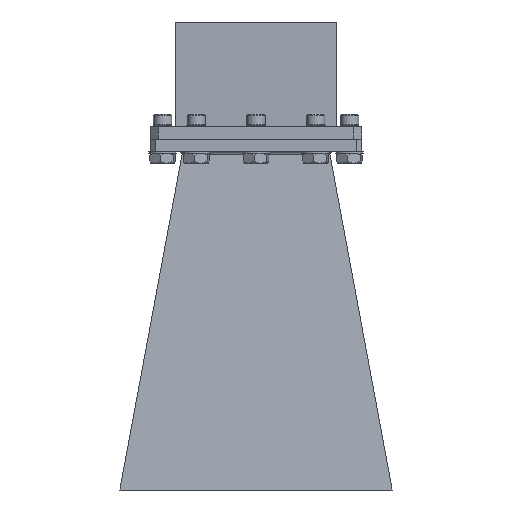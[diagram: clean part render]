
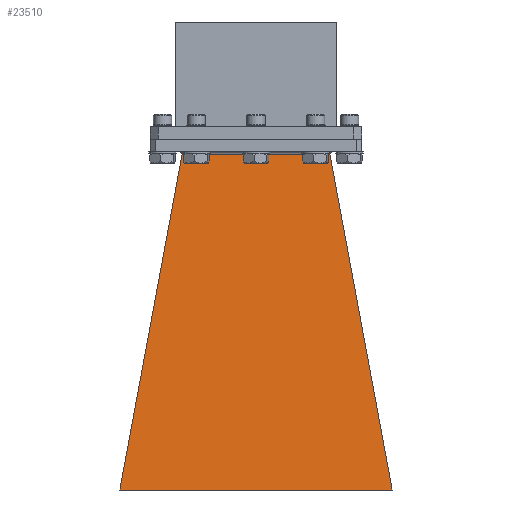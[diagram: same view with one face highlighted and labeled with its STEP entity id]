
A CAD part, front view. The second image highlights one B-rep face of the part: STEP entity #23510.
In plain terms, the highlighted planar face has unit normal (0, -0.996, 0.092).
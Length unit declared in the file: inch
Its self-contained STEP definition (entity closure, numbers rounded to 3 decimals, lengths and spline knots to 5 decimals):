
#1425 = PLANE ( 'NONE',  #11804 ) ;
#1932 = DIRECTION ( 'NONE',  ( 0., -0.092, -0.996 ) ) ;
#2140 = LINE ( 'NONE', #35467, #27613 ) ;
#2274 = ORIENTED_EDGE ( 'NONE', *, *, #25762, .T. ) ;
#3720 = ORIENTED_EDGE ( 'NONE', *, *, #16564, .T. ) ;
#3962 = DIRECTION ( 'NONE',  ( 1., 0., 0. ) ) ;
#4533 = CARTESIAN_POINT ( 'NONE',  ( 0., -1.08358, 0.10058 ) ) ;
#4716 = CARTESIAN_POINT ( 'NONE',  ( 2.212, -1.137, -0.475 ) ) ;
#5088 = CARTESIAN_POINT ( 'NONE',  ( -0.73733, -1.137, -0.475 ) ) ;
#5876 = VERTEX_POINT ( 'NONE', #9188 ) ;
#7277 = VECTOR ( 'NONE', #27736, 39.37008 ) ;
#9188 = CARTESIAN_POINT ( 'NONE',  ( 4.075, -2.0675, -10.5 ) ) ;
#11272 = LINE ( 'NONE', #27610, #7277 ) ;
#11804 = AXIS2_PLACEMENT_3D ( 'NONE', #4533, #30405, #1932 ) ;
#14949 = CARTESIAN_POINT ( 'NONE',  ( -4.075, -2.0675, -10.5 ) ) ;
#16564 = EDGE_CURVE ( 'NONE', #22042, #35713, #22154, .T. ) ;
#16615 = FACE_OUTER_BOUND ( 'NONE', #31922, .T. ) ;
#17602 = VERTEX_POINT ( 'NONE', #14949 ) ;
#20625 = EDGE_CURVE ( 'NONE', #17602, #35713, #11272, .T. ) ;
#22042 = VERTEX_POINT ( 'NONE', #30006 ) ;
#22154 = B_SPLINE_CURVE_WITH_KNOTS ( 'NONE', 3,
 ( #4716, #27700, #5088, #36699 ),
 .UNSPECIFIED., .F., .F.,
 ( 4, 4 ),
 ( 0., 1. ),
 .UNSPECIFIED. ) ;
#23510 = ADVANCED_FACE ( 'NONE', ( #16615 ), #1425, .T. ) ;
#25762 = EDGE_CURVE ( 'NONE', #17602, #5876, #2140, .T. ) ;
#26061 = DIRECTION ( 'NONE',  ( -0.182, 0.091, 0.979 ) ) ;
#27610 = CARTESIAN_POINT ( 'NONE',  ( -4.075, -2.0675, -10.5 ) ) ;
#27613 = VECTOR ( 'NONE', #3962, 39.37008 ) ;
#27700 = CARTESIAN_POINT ( 'NONE',  ( 0.73733, -1.137, -0.475 ) ) ;
#27736 = DIRECTION ( 'NONE',  ( 0.182, 0.091, 0.979 ) ) ;
#29889 = ORIENTED_EDGE ( 'NONE', *, *, #20625, .F. ) ;
#30006 = CARTESIAN_POINT ( 'NONE',  ( 2.212, -1.137, -0.475 ) ) ;
#30405 = DIRECTION ( 'NONE',  ( 0., -0.996, 0.092 ) ) ;
#30767 = CARTESIAN_POINT ( 'NONE',  ( -2.212, -1.137, -0.475 ) ) ;
#31540 = CARTESIAN_POINT ( 'NONE',  ( 4.075, -2.0675, -10.5 ) ) ;
#31864 = VECTOR ( 'NONE', #26061, 39.37008 ) ;
#31922 = EDGE_LOOP ( 'NONE', ( #33177, #3720, #29889, #2274 ) ) ;
#33177 = ORIENTED_EDGE ( 'NONE', *, *, #35156, .T. ) ;
#34549 = LINE ( 'NONE', #31540, #31864 ) ;
#35156 = EDGE_CURVE ( 'NONE', #5876, #22042, #34549, .T. ) ;
#35467 = CARTESIAN_POINT ( 'NONE',  ( -4.075, -2.0675, -10.5 ) ) ;
#35713 = VERTEX_POINT ( 'NONE', #30767 ) ;
#36699 = CARTESIAN_POINT ( 'NONE',  ( -2.212, -1.137, -0.475 ) ) ;
